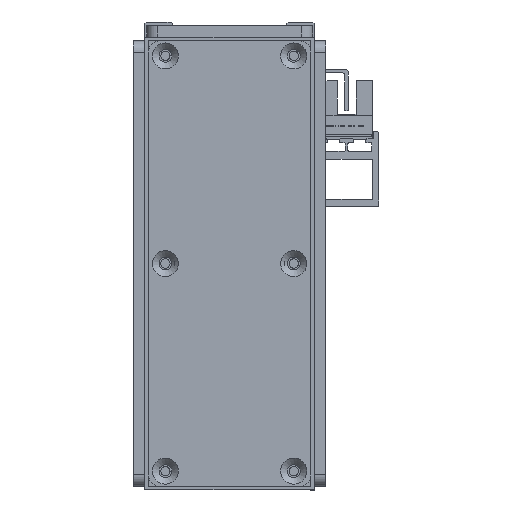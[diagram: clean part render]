
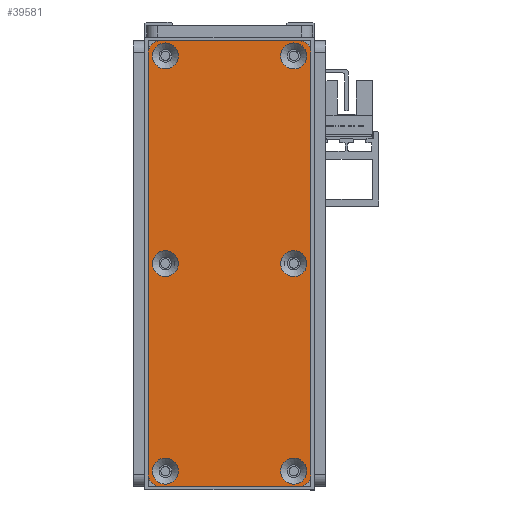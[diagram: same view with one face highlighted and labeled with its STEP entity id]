
A CAD part, front view. The second image highlights one B-rep face of the part: STEP entity #39581.
In plain terms, the highlighted face is planar.
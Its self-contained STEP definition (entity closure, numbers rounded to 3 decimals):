
#554=FACE_BOUND('',#6123,.T.);
#555=FACE_BOUND('',#6124,.T.);
#556=FACE_BOUND('',#6125,.T.);
#557=FACE_BOUND('',#6126,.T.);
#558=FACE_BOUND('',#6127,.T.);
#559=FACE_BOUND('',#6128,.T.);
#1356=PLANE('',#42748);
#3778=FACE_OUTER_BOUND('',#6122,.T.);
#6122=EDGE_LOOP('',(#31808,#31809,#31810,#31811,#31812,#31813,#31814,#31815));
#6123=EDGE_LOOP('',(#31816));
#6124=EDGE_LOOP('',(#31817));
#6125=EDGE_LOOP('',(#31818));
#6126=EDGE_LOOP('',(#31819));
#6127=EDGE_LOOP('',(#31820));
#6128=EDGE_LOOP('',(#31821));
#8941=LINE('',#61267,#13552);
#8945=LINE('',#61279,#13556);
#8949=LINE('',#61291,#13560);
#8953=LINE('',#61301,#13564);
#13552=VECTOR('',#48936,10.);
#13556=VECTOR('',#48948,10.);
#13560=VECTOR('',#48960,10.);
#13564=VECTOR('',#48972,10.);
#17412=CIRCLE('',#42702,3.45);
#17415=CIRCLE('',#42707,3.45);
#17418=CIRCLE('',#42712,3.45);
#17421=CIRCLE('',#42717,3.45);
#17424=CIRCLE('',#42722,3.45);
#17427=CIRCLE('',#42727,3.45);
#17431=CIRCLE('',#42733,3.);
#17433=CIRCLE('',#42737,3.);
#17435=CIRCLE('',#42741,3.);
#17437=CIRCLE('',#42745,3.);
#19189=VERTEX_POINT('',#61195);
#19192=VERTEX_POINT('',#61205);
#19195=VERTEX_POINT('',#61215);
#19198=VERTEX_POINT('',#61225);
#19201=VERTEX_POINT('',#61235);
#19204=VERTEX_POINT('',#61245);
#19209=VERTEX_POINT('',#61258);
#19210=VERTEX_POINT('',#61260);
#19212=VERTEX_POINT('',#61266);
#19214=VERTEX_POINT('',#61272);
#19216=VERTEX_POINT('',#61278);
#19218=VERTEX_POINT('',#61284);
#19220=VERTEX_POINT('',#61290);
#19222=VERTEX_POINT('',#61296);
#23739=EDGE_CURVE('',#19189,#19189,#17412,.T.);
#23744=EDGE_CURVE('',#19192,#19192,#17415,.T.);
#23749=EDGE_CURVE('',#19195,#19195,#17418,.T.);
#23754=EDGE_CURVE('',#19198,#19198,#17421,.T.);
#23759=EDGE_CURVE('',#19201,#19201,#17424,.T.);
#23764=EDGE_CURVE('',#19204,#19204,#17427,.T.);
#23771=EDGE_CURVE('',#19210,#19209,#17431,.T.);
#23774=EDGE_CURVE('',#19212,#19210,#8941,.T.);
#23777=EDGE_CURVE('',#19214,#19212,#17433,.T.);
#23780=EDGE_CURVE('',#19216,#19214,#8945,.T.);
#23783=EDGE_CURVE('',#19218,#19216,#17435,.T.);
#23786=EDGE_CURVE('',#19220,#19218,#8949,.T.);
#23789=EDGE_CURVE('',#19222,#19220,#17437,.T.);
#23792=EDGE_CURVE('',#19209,#19222,#8953,.T.);
#31808=ORIENTED_EDGE('',*,*,#23792,.T.);
#31809=ORIENTED_EDGE('',*,*,#23789,.T.);
#31810=ORIENTED_EDGE('',*,*,#23786,.T.);
#31811=ORIENTED_EDGE('',*,*,#23783,.T.);
#31812=ORIENTED_EDGE('',*,*,#23780,.T.);
#31813=ORIENTED_EDGE('',*,*,#23777,.T.);
#31814=ORIENTED_EDGE('',*,*,#23774,.T.);
#31815=ORIENTED_EDGE('',*,*,#23771,.T.);
#31816=ORIENTED_EDGE('',*,*,#23739,.T.);
#31817=ORIENTED_EDGE('',*,*,#23744,.T.);
#31818=ORIENTED_EDGE('',*,*,#23749,.T.);
#31819=ORIENTED_EDGE('',*,*,#23754,.T.);
#31820=ORIENTED_EDGE('',*,*,#23759,.T.);
#31821=ORIENTED_EDGE('',*,*,#23764,.T.);
#39581=ADVANCED_FACE('',(#3778,#554,#555,#556,#557,#558,#559),#1356,.T.);
#42702=AXIS2_PLACEMENT_3D('',#61196,#48855,#48856);
#42707=AXIS2_PLACEMENT_3D('',#61206,#48867,#48868);
#42712=AXIS2_PLACEMENT_3D('',#61216,#48879,#48880);
#42717=AXIS2_PLACEMENT_3D('',#61226,#48891,#48892);
#42722=AXIS2_PLACEMENT_3D('',#61236,#48903,#48904);
#42727=AXIS2_PLACEMENT_3D('',#61246,#48915,#48916);
#42733=AXIS2_PLACEMENT_3D('',#61261,#48930,#48931);
#42737=AXIS2_PLACEMENT_3D('',#61273,#48942,#48943);
#42741=AXIS2_PLACEMENT_3D('',#61285,#48954,#48955);
#42745=AXIS2_PLACEMENT_3D('',#61297,#48966,#48967);
#42748=AXIS2_PLACEMENT_3D('',#61303,#48975,#48976);
#48855=DIRECTION('center_axis',(0.,0.,-1.));
#48856=DIRECTION('ref_axis',(1.,0.,0.));
#48867=DIRECTION('center_axis',(0.,0.,-1.));
#48868=DIRECTION('ref_axis',(1.,0.,0.));
#48879=DIRECTION('center_axis',(0.,0.,-1.));
#48880=DIRECTION('ref_axis',(1.,0.,0.));
#48891=DIRECTION('center_axis',(0.,0.,-1.));
#48892=DIRECTION('ref_axis',(1.,0.,0.));
#48903=DIRECTION('center_axis',(0.,0.,-1.));
#48904=DIRECTION('ref_axis',(1.,0.,0.));
#48915=DIRECTION('center_axis',(0.,0.,-1.));
#48916=DIRECTION('ref_axis',(1.,0.,0.));
#48930=DIRECTION('center_axis',(0.,0.,1.));
#48931=DIRECTION('ref_axis',(-1.,0.,0.));
#48936=DIRECTION('',(0.,1.,0.));
#48942=DIRECTION('center_axis',(0.,0.,1.));
#48943=DIRECTION('ref_axis',(0.,1.,0.));
#48948=DIRECTION('',(1.,0.,0.));
#48954=DIRECTION('center_axis',(0.,0.,1.));
#48955=DIRECTION('ref_axis',(1.,0.,0.));
#48960=DIRECTION('',(0.,-1.,0.));
#48966=DIRECTION('center_axis',(0.,0.,1.));
#48967=DIRECTION('ref_axis',(0.,-1.,0.));
#48972=DIRECTION('',(-1.,0.,0.));
#48975=DIRECTION('center_axis',(0.,0.,1.));
#48976=DIRECTION('ref_axis',(1.,0.,0.));
#61195=CARTESIAN_POINT('',(110.55,4.5,3.));
#61196=CARTESIAN_POINT('Origin',(114.,4.5,3.));
#61205=CARTESIAN_POINT('',(55.55,38.5,3.));
#61206=CARTESIAN_POINT('Origin',(59.,38.5,3.));
#61215=CARTESIAN_POINT('',(55.55,4.5,3.));
#61216=CARTESIAN_POINT('Origin',(59.,4.5,3.));
#61225=CARTESIAN_POINT('',(0.55,38.5,3.));
#61226=CARTESIAN_POINT('Origin',(4.,38.5,3.));
#61235=CARTESIAN_POINT('',(110.55,38.5,3.));
#61236=CARTESIAN_POINT('Origin',(114.,38.5,3.));
#61245=CARTESIAN_POINT('',(0.55,4.5,3.));
#61246=CARTESIAN_POINT('Origin',(4.,4.5,3.));
#61258=CARTESIAN_POINT('',(115.,43.,3.));
#61260=CARTESIAN_POINT('',(118.,40.,3.));
#61261=CARTESIAN_POINT('Origin',(115.,40.,3.));
#61266=CARTESIAN_POINT('',(118.,3.,3.));
#61267=CARTESIAN_POINT('',(118.,40.,3.));
#61272=CARTESIAN_POINT('',(115.,0.,3.));
#61273=CARTESIAN_POINT('Origin',(115.,3.,3.));
#61278=CARTESIAN_POINT('',(3.,0.,3.));
#61279=CARTESIAN_POINT('',(115.,0.,3.));
#61284=CARTESIAN_POINT('',(0.,3.,3.));
#61285=CARTESIAN_POINT('Origin',(3.,3.,3.));
#61290=CARTESIAN_POINT('',(0.,40.,3.));
#61291=CARTESIAN_POINT('',(0.,3.,3.));
#61296=CARTESIAN_POINT('',(3.,43.,3.));
#61297=CARTESIAN_POINT('Origin',(3.,40.,3.));
#61301=CARTESIAN_POINT('',(3.,43.,3.));
#61303=CARTESIAN_POINT('Origin',(59.,21.5,3.));
